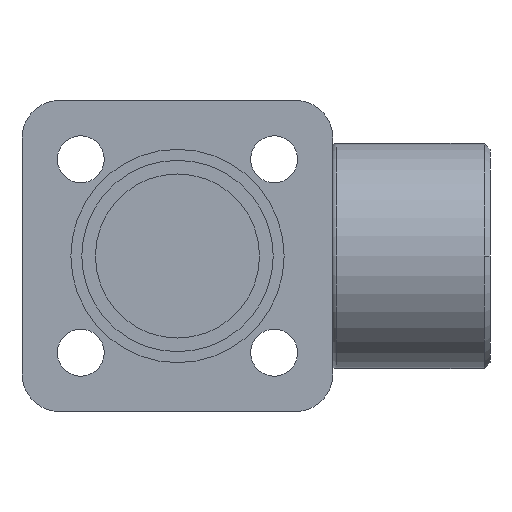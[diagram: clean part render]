
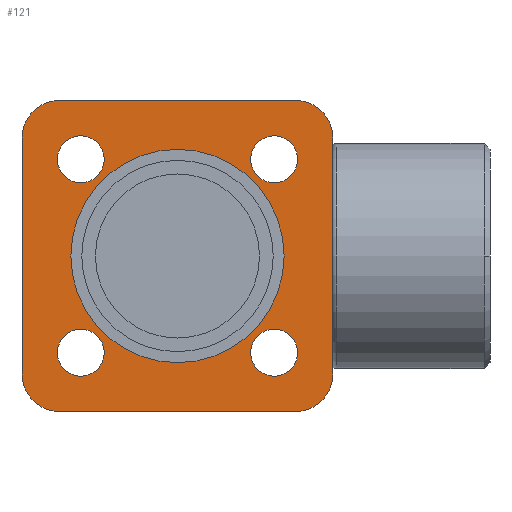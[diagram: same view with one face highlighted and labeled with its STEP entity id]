
A CAD part, front view. The second image highlights one B-rep face of the part: STEP entity #121.
In plain terms, the highlighted planar face has unit normal (0, -1, 0).
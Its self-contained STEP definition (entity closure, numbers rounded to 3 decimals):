
#121=ADVANCED_FACE('',(#230,#231,#232,#233,#234,#235),#236,.F.);
#230=FACE_BOUND('',#352,.T.);
#231=FACE_BOUND('',#353,.T.);
#232=FACE_BOUND('',#354,.T.);
#233=FACE_BOUND('',#355,.T.);
#234=FACE_BOUND('',#356,.T.);
#235=FACE_OUTER_BOUND('',#357,.T.);
#236=PLANE('',#358);
#352=EDGE_LOOP('',(#745,#746));
#353=EDGE_LOOP('',(#747,#748));
#354=EDGE_LOOP('',(#749,#750));
#355=EDGE_LOOP('',(#751,#752));
#356=EDGE_LOOP('',(#753,#754));
#357=EDGE_LOOP('',(#755,#756,#757,#758,#759,#760,#761,#762));
#358=AXIS2_PLACEMENT_3D('',#763,#764,#765);
#745=ORIENTED_EDGE('',*,*,#891,.T.);
#746=ORIENTED_EDGE('',*,*,#884,.T.);
#747=ORIENTED_EDGE('',*,*,#895,.T.);
#748=ORIENTED_EDGE('',*,*,#876,.T.);
#749=ORIENTED_EDGE('',*,*,#897,.T.);
#750=ORIENTED_EDGE('',*,*,#872,.T.);
#751=ORIENTED_EDGE('',*,*,#899,.T.);
#752=ORIENTED_EDGE('',*,*,#868,.T.);
#753=ORIENTED_EDGE('',*,*,#901,.T.);
#754=ORIENTED_EDGE('',*,*,#864,.T.);
#755=ORIENTED_EDGE('',*,*,#959,.T.);
#756=ORIENTED_EDGE('',*,*,#960,.F.);
#757=ORIENTED_EDGE('',*,*,#961,.T.);
#758=ORIENTED_EDGE('',*,*,#962,.F.);
#759=ORIENTED_EDGE('',*,*,#963,.F.);
#760=ORIENTED_EDGE('',*,*,#964,.F.);
#761=ORIENTED_EDGE('',*,*,#965,.T.);
#762=ORIENTED_EDGE('',*,*,#966,.F.);
#763=CARTESIAN_POINT('',(0.,0.,0.));
#764=DIRECTION('',(-0.0,1.0,0.));
#765=DIRECTION('',(1.0,0.0,0.0));
#864=EDGE_CURVE('',#1035,#1039,#1041,.T.);
#868=EDGE_CURVE('',#1043,#1047,#1049,.T.);
#872=EDGE_CURVE('',#1051,#1055,#1057,.T.);
#876=EDGE_CURVE('',#1059,#1063,#1065,.T.);
#884=EDGE_CURVE('',#1075,#1079,#1081,.T.);
#891=EDGE_CURVE('',#1079,#1075,#1092,.T.);
#895=EDGE_CURVE('',#1063,#1059,#1096,.T.);
#897=EDGE_CURVE('',#1055,#1051,#1098,.T.);
#899=EDGE_CURVE('',#1047,#1043,#1100,.T.);
#901=EDGE_CURVE('',#1039,#1035,#1102,.T.);
#959=EDGE_CURVE('',#1192,#1193,#1194,.T.);
#960=EDGE_CURVE('',#1195,#1193,#1196,.T.);
#961=EDGE_CURVE('',#1195,#1197,#1198,.T.);
#962=EDGE_CURVE('',#1199,#1197,#1200,.T.);
#963=EDGE_CURVE('',#1201,#1199,#1202,.T.);
#964=EDGE_CURVE('',#1203,#1201,#1204,.T.);
#965=EDGE_CURVE('',#1203,#1205,#1206,.T.);
#966=EDGE_CURVE('',#1192,#1205,#1207,.T.);
#1035=VERTEX_POINT('',#1394);
#1039=VERTEX_POINT('',#1399);
#1041=CIRCLE('',#1402,3.0);
#1043=VERTEX_POINT('',#1404);
#1047=VERTEX_POINT('',#1409);
#1049=CIRCLE('',#1412,3.0);
#1051=VERTEX_POINT('',#1414);
#1055=VERTEX_POINT('',#1419);
#1057=CIRCLE('',#1422,3.0);
#1059=VERTEX_POINT('',#1424);
#1063=VERTEX_POINT('',#1429);
#1065=CIRCLE('',#1432,3.0);
#1075=VERTEX_POINT('',#1444);
#1079=VERTEX_POINT('',#1449);
#1081=CIRCLE('',#1452,13.65);
#1092=CIRCLE('',#1465,13.65);
#1096=CIRCLE('',#1469,3.0);
#1098=CIRCLE('',#1471,3.0);
#1100=CIRCLE('',#1473,3.0);
#1102=CIRCLE('',#1475,3.0);
#1192=VERTEX_POINT('',#1660);
#1193=VERTEX_POINT('',#1661);
#1194=LINE('',#1662,#1663);
#1195=VERTEX_POINT('',#1664);
#1196=CIRCLE('',#1665,4.8);
#1197=VERTEX_POINT('',#1666);
#1198=LINE('',#1667,#1668);
#1199=VERTEX_POINT('',#1669);
#1200=CIRCLE('',#1670,4.8);
#1201=VERTEX_POINT('',#1671);
#1202=LINE('',#1672,#1673);
#1203=VERTEX_POINT('',#1674);
#1204=CIRCLE('',#1675,4.8);
#1205=VERTEX_POINT('',#1676);
#1206=LINE('',#1677,#1678);
#1207=CIRCLE('',#1679,4.8);
#1394=CARTESIAN_POINT('',(14.496,0.,-14.496));
#1399=CARTESIAN_POINT('',(10.253,0.,-10.253));
#1402=AXIS2_PLACEMENT_3D('',#1762,#1763,#1764);
#1404=CARTESIAN_POINT('',(-14.496,0.,-14.496));
#1409=CARTESIAN_POINT('',(-10.253,0.,-10.253));
#1412=AXIS2_PLACEMENT_3D('',#1770,#1771,#1772);
#1414=CARTESIAN_POINT('',(-14.496,0.,14.496));
#1419=CARTESIAN_POINT('',(-10.253,0.,10.253));
#1422=AXIS2_PLACEMENT_3D('',#1778,#1779,#1780);
#1424=CARTESIAN_POINT('',(14.496,0.,14.496));
#1429=CARTESIAN_POINT('',(10.253,0.,10.253));
#1432=AXIS2_PLACEMENT_3D('',#1786,#1787,#1788);
#1444=CARTESIAN_POINT('',(-13.65,0.,0.));
#1449=CARTESIAN_POINT('',(13.65,0.,0.));
#1452=AXIS2_PLACEMENT_3D('',#1802,#1803,#1804);
#1465=AXIS2_PLACEMENT_3D('',#1819,#1820,#1821);
#1469=AXIS2_PLACEMENT_3D('',#1831,#1832,#1833);
#1471=AXIS2_PLACEMENT_3D('',#1837,#1838,#1839);
#1473=AXIS2_PLACEMENT_3D('',#1843,#1844,#1845);
#1475=AXIS2_PLACEMENT_3D('',#1849,#1850,#1851);
#1660=CARTESIAN_POINT('',(-15.1,0.,-19.9));
#1661=CARTESIAN_POINT('',(15.1,0.,-19.9));
#1662=CARTESIAN_POINT('',(0.,0.,-19.9));
#1663=VECTOR('',#1959,1.0);
#1664=CARTESIAN_POINT('',(19.9,0.,-15.1));
#1665=AXIS2_PLACEMENT_3D('',#1960,#1961,#1962);
#1666=CARTESIAN_POINT('',(19.9,0.,15.1));
#1667=CARTESIAN_POINT('',(19.9,0.,-15.1));
#1668=VECTOR('',#1963,1.0);
#1669=CARTESIAN_POINT('',(15.1,0.,19.9));
#1670=AXIS2_PLACEMENT_3D('',#1964,#1965,#1966);
#1671=CARTESIAN_POINT('',(-15.1,0.,19.9));
#1672=CARTESIAN_POINT('',(0.,0.,19.9));
#1673=VECTOR('',#1967,1.0);
#1674=CARTESIAN_POINT('',(-19.9,0.,15.1));
#1675=AXIS2_PLACEMENT_3D('',#1968,#1969,#1970);
#1676=CARTESIAN_POINT('',(-19.9,0.,-15.1));
#1677=CARTESIAN_POINT('',(-19.9,0.,15.1));
#1678=VECTOR('',#1971,1.0);
#1679=AXIS2_PLACEMENT_3D('',#1972,#1973,#1974);
#1762=CARTESIAN_POINT('',(12.374,0.0,-12.374));
#1763=DIRECTION('',(0.0,1.0,0.));
#1764=DIRECTION('',(0.707,0.,-0.707));
#1770=CARTESIAN_POINT('',(-12.374,0.0,-12.374));
#1771=DIRECTION('',(0.0,1.0,0.));
#1772=DIRECTION('',(-0.707,0.,-0.707));
#1778=CARTESIAN_POINT('',(-12.374,0.0,12.374));
#1779=DIRECTION('',(0.0,1.0,0.));
#1780=DIRECTION('',(-0.707,0.,0.707));
#1786=CARTESIAN_POINT('',(12.374,0.0,12.374));
#1787=DIRECTION('',(0.0,1.0,0.));
#1788=DIRECTION('',(0.707,0.,0.707));
#1802=CARTESIAN_POINT('',(0.0,0.0,0.0));
#1803=DIRECTION('',(0.0,1.0,0.));
#1804=DIRECTION('',(-1.0,0.0,0.0));
#1819=CARTESIAN_POINT('',(0.0,0.0,0.0));
#1820=DIRECTION('',(0.0,1.0,0.));
#1821=DIRECTION('',(-1.0,0.0,0.0));
#1831=CARTESIAN_POINT('',(12.374,0.0,12.374));
#1832=DIRECTION('',(0.0,1.0,0.));
#1833=DIRECTION('',(0.707,0.,0.707));
#1837=CARTESIAN_POINT('',(-12.374,0.0,12.374));
#1838=DIRECTION('',(0.0,1.0,0.));
#1839=DIRECTION('',(-0.707,0.,0.707));
#1843=CARTESIAN_POINT('',(-12.374,0.0,-12.374));
#1844=DIRECTION('',(0.0,1.0,0.));
#1845=DIRECTION('',(-0.707,0.,-0.707));
#1849=CARTESIAN_POINT('',(12.374,0.0,-12.374));
#1850=DIRECTION('',(0.0,1.0,0.));
#1851=DIRECTION('',(0.707,0.,-0.707));
#1959=DIRECTION('',(1.0,0.,0.));
#1960=CARTESIAN_POINT('',(15.1,0.,-15.1));
#1961=DIRECTION('',(-0.0,1.0,0.));
#1962=DIRECTION('',(1.0,0.0,0.0));
#1963=DIRECTION('',(0.0,0.,1.0));
#1964=CARTESIAN_POINT('',(15.1,0.,15.1));
#1965=DIRECTION('',(-0.0,1.0,0.));
#1966=DIRECTION('',(1.0,0.0,0.0));
#1967=DIRECTION('',(1.0,0.,0.));
#1968=CARTESIAN_POINT('',(-15.1,0.,15.1));
#1969=DIRECTION('',(-0.0,1.0,0.));
#1970=DIRECTION('',(1.0,0.0,0.0));
#1971=DIRECTION('',(0.,0.,-1.0));
#1972=CARTESIAN_POINT('',(-15.1,0.,-15.1));
#1973=DIRECTION('',(-0.0,1.0,0.));
#1974=DIRECTION('',(1.0,0.0,0.0));
